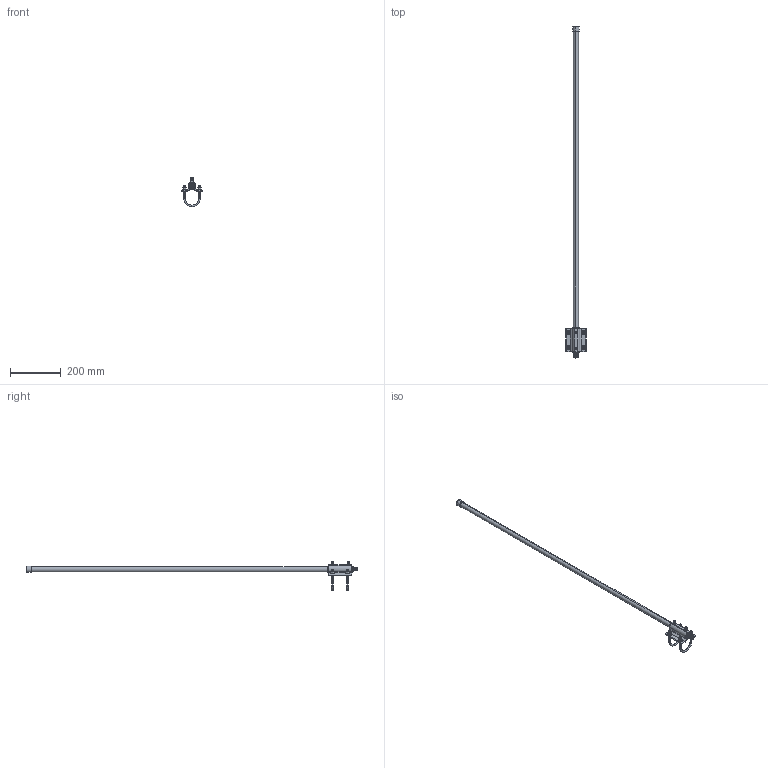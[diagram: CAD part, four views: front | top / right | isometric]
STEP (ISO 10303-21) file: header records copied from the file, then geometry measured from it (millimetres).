
FILE_DESCRIPTION (( 'STEP AP214' ), '1' );
FILE_NAME ('HG2412UP-NF.STEP', '2013-04-17T13:45:47', ( 'x' ), ( '' ), 'SwSTEP 2.0', 'SolidWorks 2012', '' );
FILE_SCHEMA (( 'AUTOMOTIVE_DESIGN' ));
Length unit declared in the file: inch
Products named in the file (5): HG2412UP_U-Bolt; HG2412UP_Bracket Bolt wNut; HG2412UP_BRACKET; HG2412UP_ANTENNA; HG2412UP-NF
Assembly tree (6 placements, depth 2):
  HG2412UP-NF
    HG2412UP_ANTENNA
    HG2412UP_BRACKET
    HG2412UP_Bracket Bolt wNut  x2
    HG2412UP_U-Bolt  x2
Bounding box: 80.05 x 1304.53 x 116.87 mm (x, y, z)
Volume: 496179.8 mm3; surface area: 130719.3 mm2
Topology: 10 solids, 10 shells, 1228 faces, 2631 edges, 1459 vertices
Faces by surface type: cone 934, plane 163, cylinder 97, torus 34
Entity records: 29639 total; most frequent: CARTESIAN_POINT 4448, DIRECTION 3701, ORIENTED_EDGE 3294, EDGE_CURVE 1647, AXIS2_PLACEMENT_3D 1482, VERTEX_POINT 941, EDGE_LOOP 778, FACE_OUTER_BOUND 741
